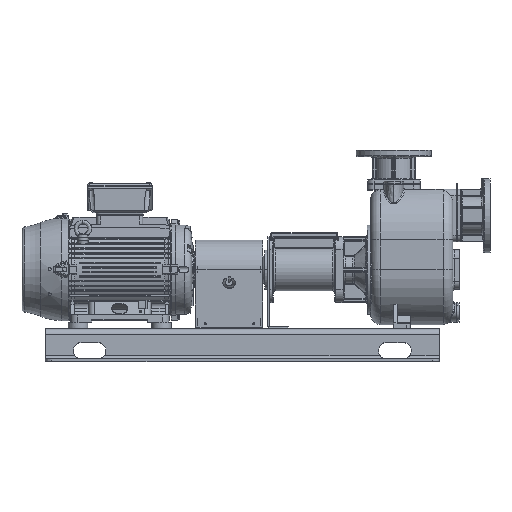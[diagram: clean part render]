
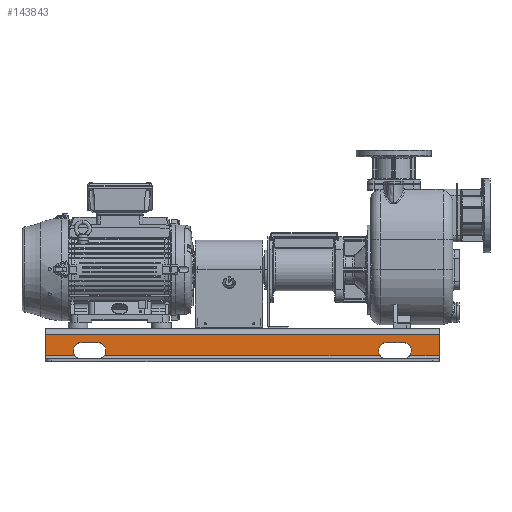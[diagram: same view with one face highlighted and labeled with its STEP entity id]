
A CAD part, top view. The second image highlights one B-rep face of the part: STEP entity #143843.
In plain terms, the highlighted planar face has unit normal (0, 0, 1).
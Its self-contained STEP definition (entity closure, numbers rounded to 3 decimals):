
#28651=DIRECTION('',(-1.,0.,0.));
#28652=VECTOR('',#28651,1200.);
#28653=CARTESIAN_POINT('',(103.5,-18.,185.));
#28654=LINE('',#28653,#28652);
#58058=DIRECTION('',(-1.,0.,0.));
#58059=VECTOR('',#58058,50.);
#58060=CARTESIAN_POINT('',(-6.5,-42.,185.));
#58061=LINE('',#58060,#58059);
#58062=CARTESIAN_POINT('',(-56.5,-67.,185.));
#58063=DIRECTION('',(0.,0.,-1.));
#58064=DIRECTION('',(-0.8,-0.6,0.));
#58065=AXIS2_PLACEMENT_3D('',#58062,#58063,#58064);
#58067=DIRECTION('',(-1.,0.,0.));
#58068=VECTOR('',#58067,840.);
#58069=CARTESIAN_POINT('',(-76.5,-82.,185.));
#58070=LINE('',#58069,#58068);
#58071=CARTESIAN_POINT('',(-936.5,-67.,185.));
#58072=DIRECTION('',(0.,0.,-1.));
#58073=DIRECTION('',(0.,1.,0.));
#58074=AXIS2_PLACEMENT_3D('',#58071,#58072,#58073);
#58076=DIRECTION('',(-1.,0.,0.));
#58077=VECTOR('',#58076,50.);
#58078=CARTESIAN_POINT('',(-936.5,-42.,185.));
#58079=LINE('',#58078,#58077);
#58080=CARTESIAN_POINT('',(-986.5,-67.,185.));
#58081=DIRECTION('',(0.,0.,-1.));
#58082=DIRECTION('',(-0.8,-0.6,0.));
#58083=AXIS2_PLACEMENT_3D('',#58080,#58081,#58082);
#58085=DIRECTION('',(-1.,0.,0.));
#58086=VECTOR('',#58085,90.);
#58087=CARTESIAN_POINT('',(-1006.5,-82.,185.));
#58088=LINE('',#58087,#58086);
#58089=DIRECTION('',(-1.,0.,0.));
#58090=VECTOR('',#58089,90.);
#58091=CARTESIAN_POINT('',(103.5,-82.,185.));
#58092=LINE('',#58091,#58090);
#58093=CARTESIAN_POINT('',(-6.5,-67.,185.));
#58094=DIRECTION('',(0.,0.,-1.));
#58095=DIRECTION('',(0.,1.,0.));
#58096=AXIS2_PLACEMENT_3D('',#58093,#58094,#58095);
#58153=CARTESIAN_POINT('',(-76.5,-82.,185.));
#58159=CARTESIAN_POINT('',(-916.5,-82.,185.));
#58302=CARTESIAN_POINT('',(13.5,-82.,185.));
#58536=DIRECTION('',(0.,1.,0.));
#58537=VECTOR('',#58536,64.);
#58538=CARTESIAN_POINT('',(103.5,-82.,185.));
#58539=LINE('',#58538,#58537);
#58645=CARTESIAN_POINT('',(-1006.5,-82.,185.));
#58866=DIRECTION('',(0.,1.,0.));
#58867=VECTOR('',#58866,64.);
#58868=CARTESIAN_POINT('',(-1096.5,-82.,185.));
#58869=LINE('',#58868,#58867);
#80108=CARTESIAN_POINT('',(103.5,-82.,185.));
#80110=VERTEX_POINT('',#80108);
#80111=CARTESIAN_POINT('',(103.5,-18.,185.));
#80112=VERTEX_POINT('',#80111);
#80124=CARTESIAN_POINT('',(-1096.5,-82.,185.));
#80126=VERTEX_POINT('',#80124);
#80127=CARTESIAN_POINT('',(-1096.5,-18.,185.));
#80128=VERTEX_POINT('',#80127);
#80248=VERTEX_POINT('',#58153);
#80251=VERTEX_POINT('',#58302);
#80253=VERTEX_POINT('',#58645);
#80256=VERTEX_POINT('',#58159);
#80257=CARTESIAN_POINT('',(-6.5,-42.,185.));
#80258=CARTESIAN_POINT('',(-56.5,-42.,185.));
#80259=VERTEX_POINT('',#80257);
#80260=VERTEX_POINT('',#80258);
#80261=CARTESIAN_POINT('',(-986.5,-42.,185.));
#80262=VERTEX_POINT('',#80261);
#80263=CARTESIAN_POINT('',(-936.5,-42.,185.));
#80264=VERTEX_POINT('',#80263);
#143814=CARTESIAN_POINT('',(103.5,-82.,185.));
#143815=DIRECTION('',(0.,0.,1.));
#143816=DIRECTION('',(0.,1.,0.));
#143817=AXIS2_PLACEMENT_3D('',#143814,#143815,#143816);
#143818=PLANE('',#143817);
#143819=ORIENTED_EDGE('',*,*,#143804,.T.);
#143821=ORIENTED_EDGE('',*,*,#143820,.F.);
#143823=ORIENTED_EDGE('',*,*,#143822,.T.);
#143825=ORIENTED_EDGE('',*,*,#143824,.F.);
#143827=ORIENTED_EDGE('',*,*,#143826,.T.);
#143829=ORIENTED_EDGE('',*,*,#143828,.F.);
#143831=ORIENTED_EDGE('',*,*,#143830,.T.);
#143833=ORIENTED_EDGE('',*,*,#143832,.T.);
#143834=ORIENTED_EDGE('',*,*,#111122,.F.);
#143836=ORIENTED_EDGE('',*,*,#143835,.F.);
#143838=ORIENTED_EDGE('',*,*,#143837,.T.);
#143840=ORIENTED_EDGE('',*,*,#143839,.F.);
#143841=EDGE_LOOP('',(#143819,#143821,#143823,#143825,#143827,#143829,#143831,
#143833,#143834,#143836,#143838,#143840));
#143842=FACE_OUTER_BOUND('',#143841,.F.);
#143843=ADVANCED_FACE('',(#143842),#143818,.T.);
#58066=CIRCLE('',#58065,25.);
#58075=CIRCLE('',#58074,25.);
#58084=CIRCLE('',#58083,25.);
#58097=CIRCLE('',#58096,25.);
#111122=EDGE_CURVE('',#80112,#80128,#28654,.T.);
#143804=EDGE_CURVE('',#80259,#80260,#58061,.T.);
#143820=EDGE_CURVE('',#80248,#80260,#58066,.T.);
#143822=EDGE_CURVE('',#80248,#80256,#58070,.T.);
#143824=EDGE_CURVE('',#80264,#80256,#58075,.T.);
#143826=EDGE_CURVE('',#80264,#80262,#58079,.T.);
#143828=EDGE_CURVE('',#80253,#80262,#58084,.T.);
#143830=EDGE_CURVE('',#80253,#80126,#58088,.T.);
#143832=EDGE_CURVE('',#80126,#80128,#58869,.T.);
#143835=EDGE_CURVE('',#80110,#80112,#58539,.T.);
#143837=EDGE_CURVE('',#80110,#80251,#58092,.T.);
#143839=EDGE_CURVE('',#80259,#80251,#58097,.T.);
